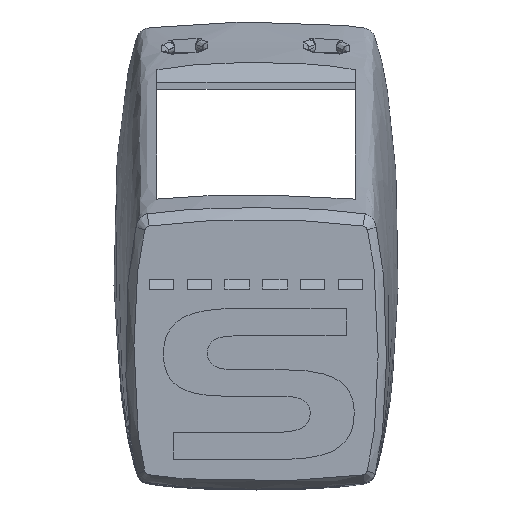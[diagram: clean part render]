
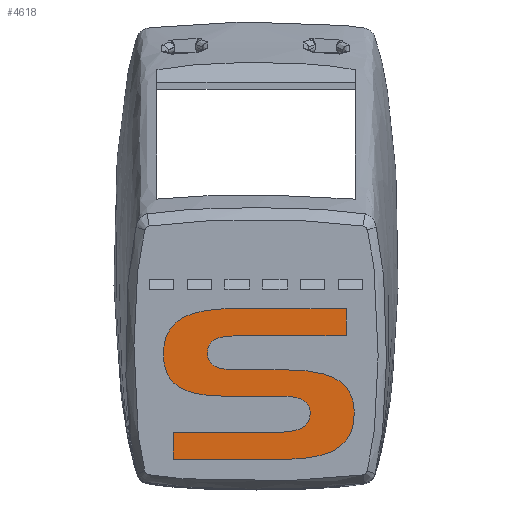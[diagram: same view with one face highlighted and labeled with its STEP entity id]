
A CAD part, top view. The second image highlights one B-rep face of the part: STEP entity #4618.
In plain terms, the highlighted planar face has unit normal (0, 0, 1).
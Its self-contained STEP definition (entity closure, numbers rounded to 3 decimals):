
#340=(
BOUNDED_CURVE()
B_SPLINE_CURVE(3,(#6158,#6159,#6160,#6161),.UNSPECIFIED.,.F.,.F.)
B_SPLINE_CURVE_WITH_KNOTS((4,4),(0.,1.),.UNSPECIFIED.)
CURVE()
GEOMETRIC_REPRESENTATION_ITEM()
RATIONAL_B_SPLINE_CURVE((1.,1.,1.,1.))
REPRESENTATION_ITEM('')
);
#342=(
BOUNDED_CURVE()
B_SPLINE_CURVE(3,(#6177,#6178,#6179,#6180),.UNSPECIFIED.,.F.,.F.)
B_SPLINE_CURVE_WITH_KNOTS((4,4),(0.,1.),.UNSPECIFIED.)
CURVE()
GEOMETRIC_REPRESENTATION_ITEM()
RATIONAL_B_SPLINE_CURVE((1.,1.,1.,1.))
REPRESENTATION_ITEM('')
);
#344=(
BOUNDED_CURVE()
B_SPLINE_CURVE(3,(#6202,#6203,#6204,#6205),.UNSPECIFIED.,.F.,.F.)
B_SPLINE_CURVE_WITH_KNOTS((4,4),(0.,1.),.UNSPECIFIED.)
CURVE()
GEOMETRIC_REPRESENTATION_ITEM()
RATIONAL_B_SPLINE_CURVE((1.,1.,1.,1.))
REPRESENTATION_ITEM('')
);
#346=(
BOUNDED_CURVE()
B_SPLINE_CURVE(3,(#6221,#6222,#6223,#6224),.UNSPECIFIED.,.F.,.F.)
B_SPLINE_CURVE_WITH_KNOTS((4,4),(0.,1.),.UNSPECIFIED.)
CURVE()
GEOMETRIC_REPRESENTATION_ITEM()
RATIONAL_B_SPLINE_CURVE((1.,1.,1.,1.))
REPRESENTATION_ITEM('')
);
#348=(
BOUNDED_CURVE()
B_SPLINE_CURVE(3,(#6258,#6259,#6260,#6261),.UNSPECIFIED.,.F.,.F.)
B_SPLINE_CURVE_WITH_KNOTS((4,4),(0.,1.),.UNSPECIFIED.)
CURVE()
GEOMETRIC_REPRESENTATION_ITEM()
RATIONAL_B_SPLINE_CURVE((1.,1.,1.,1.))
REPRESENTATION_ITEM('')
);
#350=(
BOUNDED_CURVE()
B_SPLINE_CURVE(3,(#6277,#6278,#6279,#6280),.UNSPECIFIED.,.F.,.F.)
B_SPLINE_CURVE_WITH_KNOTS((4,4),(0.,1.),.UNSPECIFIED.)
CURVE()
GEOMETRIC_REPRESENTATION_ITEM()
RATIONAL_B_SPLINE_CURVE((1.,1.,1.,1.))
REPRESENTATION_ITEM('')
);
#352=(
BOUNDED_CURVE()
B_SPLINE_CURVE(3,(#6302,#6303,#6304,#6305),.UNSPECIFIED.,.F.,.F.)
B_SPLINE_CURVE_WITH_KNOTS((4,4),(0.,1.),.UNSPECIFIED.)
CURVE()
GEOMETRIC_REPRESENTATION_ITEM()
RATIONAL_B_SPLINE_CURVE((1.,1.,1.,1.))
REPRESENTATION_ITEM('')
);
#354=(
BOUNDED_CURVE()
B_SPLINE_CURVE(3,(#6321,#6322,#6323,#6324),.UNSPECIFIED.,.F.,.F.)
B_SPLINE_CURVE_WITH_KNOTS((4,4),(0.,1.),.UNSPECIFIED.)
CURVE()
GEOMETRIC_REPRESENTATION_ITEM()
RATIONAL_B_SPLINE_CURVE((1.,1.,1.,1.))
REPRESENTATION_ITEM('')
);
#404=FACE_OUTER_BOUND('',#646,.T.);
#646=EDGE_LOOP('',(#3074,#3075,#3076,#3077,#3078,#3079,#3080,#3081,#3082,
#3083,#3084,#3085,#3086,#3087,#3088,#3089));
#894=LINE('',#6143,#1356);
#900=LINE('',#6189,#1362);
#905=LINE('',#6233,#1367);
#908=LINE('',#6239,#1370);
#911=LINE('',#6245,#1373);
#916=LINE('',#6289,#1378);
#921=LINE('',#6333,#1383);
#924=LINE('',#6338,#1386);
#1356=VECTOR('',#5144,10.);
#1362=VECTOR('',#5152,10.);
#1367=VECTOR('',#5159,10.);
#1370=VECTOR('',#5164,10.);
#1373=VECTOR('',#5169,10.);
#1378=VECTOR('',#5176,10.);
#1383=VECTOR('',#5183,10.);
#1386=VECTOR('',#5188,10.);
#1818=VERTEX_POINT('',#6141);
#1819=VERTEX_POINT('',#6142);
#1822=VERTEX_POINT('',#6157);
#1824=VERTEX_POINT('',#6176);
#1826=VERTEX_POINT('',#6188);
#1828=VERTEX_POINT('',#6201);
#1830=VERTEX_POINT('',#6220);
#1832=VERTEX_POINT('',#6232);
#1834=VERTEX_POINT('',#6238);
#1836=VERTEX_POINT('',#6244);
#1838=VERTEX_POINT('',#6257);
#1840=VERTEX_POINT('',#6276);
#1842=VERTEX_POINT('',#6288);
#1844=VERTEX_POINT('',#6301);
#1846=VERTEX_POINT('',#6320);
#1848=VERTEX_POINT('',#6332);
#2293=EDGE_CURVE('',#1818,#1819,#894,.T.);
#2297=EDGE_CURVE('',#1822,#1818,#340,.T.);
#2300=EDGE_CURVE('',#1824,#1822,#342,.T.);
#2303=EDGE_CURVE('',#1826,#1824,#900,.T.);
#2306=EDGE_CURVE('',#1828,#1826,#344,.T.);
#2309=EDGE_CURVE('',#1830,#1828,#346,.T.);
#2312=EDGE_CURVE('',#1832,#1830,#905,.T.);
#2315=EDGE_CURVE('',#1834,#1832,#908,.T.);
#2318=EDGE_CURVE('',#1836,#1834,#911,.T.);
#2321=EDGE_CURVE('',#1838,#1836,#348,.T.);
#2324=EDGE_CURVE('',#1840,#1838,#350,.T.);
#2327=EDGE_CURVE('',#1842,#1840,#916,.T.);
#2330=EDGE_CURVE('',#1844,#1842,#352,.T.);
#2333=EDGE_CURVE('',#1846,#1844,#354,.T.);
#2336=EDGE_CURVE('',#1848,#1846,#921,.T.);
#2339=EDGE_CURVE('',#1819,#1848,#924,.T.);
#3074=ORIENTED_EDGE('',*,*,#2339,.F.);
#3075=ORIENTED_EDGE('',*,*,#2293,.F.);
#3076=ORIENTED_EDGE('',*,*,#2297,.F.);
#3077=ORIENTED_EDGE('',*,*,#2300,.F.);
#3078=ORIENTED_EDGE('',*,*,#2303,.F.);
#3079=ORIENTED_EDGE('',*,*,#2306,.F.);
#3080=ORIENTED_EDGE('',*,*,#2309,.F.);
#3081=ORIENTED_EDGE('',*,*,#2312,.F.);
#3082=ORIENTED_EDGE('',*,*,#2315,.F.);
#3083=ORIENTED_EDGE('',*,*,#2318,.F.);
#3084=ORIENTED_EDGE('',*,*,#2321,.F.);
#3085=ORIENTED_EDGE('',*,*,#2324,.F.);
#3086=ORIENTED_EDGE('',*,*,#2327,.F.);
#3087=ORIENTED_EDGE('',*,*,#2330,.F.);
#3088=ORIENTED_EDGE('',*,*,#2333,.F.);
#3089=ORIENTED_EDGE('',*,*,#2336,.F.);
#4452=PLANE('',#4879);
#4618=ADVANCED_FACE('',(#404),#4452,.T.);
#4879=AXIS2_PLACEMENT_3D('',#6340,#5190,#5191);
#5144=DIRECTION('',(-1.,0.,0.));
#5152=DIRECTION('',(1.,0.,0.));
#5159=DIRECTION('',(-1.,0.,0.));
#5164=DIRECTION('',(0.,-1.,0.));
#5169=DIRECTION('',(1.,0.,0.));
#5176=DIRECTION('',(-1.,0.,0.));
#5183=DIRECTION('',(1.,0.,0.));
#5188=DIRECTION('',(0.,1.,0.));
#5190=DIRECTION('center_axis',(0.,0.,
1.));
#5191=DIRECTION('ref_axis',(-1.,0.,0.));
#6141=CARTESIAN_POINT('',(3.399,-6.477,56.5));
#6142=CARTESIAN_POINT('',(-10.14,-6.477,56.5));
#6143=CARTESIAN_POINT('',(3.399,-6.477,56.5));
#6157=CARTESIAN_POINT('',(12.033,-0.819,56.5));
#6158=CARTESIAN_POINT('Ctrl Pts',(12.033,-0.819,56.5));
#6159=CARTESIAN_POINT('Ctrl Pts',(12.033,-4.842,56.5));
#6160=CARTESIAN_POINT('Ctrl Pts',(9.253,-6.477,56.5));
#6161=CARTESIAN_POINT('Ctrl Pts',(3.399,-6.477,56.5));
#6176=CARTESIAN_POINT('',(3.824,4.479,56.5));
#6177=CARTESIAN_POINT('Ctrl Pts',(3.824,4.479,56.5));
#6178=CARTESIAN_POINT('Ctrl Pts',(9.449,4.479,56.5));
#6179=CARTESIAN_POINT('Ctrl Pts',(12.033,2.876,56.5));
#6180=CARTESIAN_POINT('Ctrl Pts',(12.033,-0.819,56.5));
#6188=CARTESIAN_POINT('',(-2.291,4.479,56.5));
#6189=CARTESIAN_POINT('',(-2.291,4.479,56.5));
#6201=CARTESIAN_POINT('',(-5.954,6.604,56.5));
#6202=CARTESIAN_POINT('Ctrl Pts',(-5.954,6.604,56.5));
#6203=CARTESIAN_POINT('Ctrl Pts',(-5.954,4.969,56.5));
#6204=CARTESIAN_POINT('Ctrl Pts',(-4.776,4.479,56.5));
#6205=CARTESIAN_POINT('Ctrl Pts',(-2.291,4.479,56.5));
#6220=CARTESIAN_POINT('',(-1.931,8.697,56.5));
#6221=CARTESIAN_POINT('Ctrl Pts',(-1.931,8.697,56.5));
#6222=CARTESIAN_POINT('Ctrl Pts',(-4.678,8.697,56.5));
#6223=CARTESIAN_POINT('Ctrl Pts',(-5.954,8.207,56.5));
#6224=CARTESIAN_POINT('Ctrl Pts',(-5.954,6.604,56.5));
#6232=CARTESIAN_POINT('',(11.052,8.697,56.5));
#6233=CARTESIAN_POINT('',(11.052,8.697,56.5));
#6238=CARTESIAN_POINT('',(11.052,12.,56.5));
#6239=CARTESIAN_POINT('',(11.052,12.,56.5));
#6244=CARTESIAN_POINT('',(-2.749,12.,56.5));
#6245=CARTESIAN_POINT('',(-2.749,12.,56.5));
#6257=CARTESIAN_POINT('',(-11.35,6.473,56.5));
#6258=CARTESIAN_POINT('Ctrl Pts',(-11.35,6.473,56.5));
#6259=CARTESIAN_POINT('Ctrl Pts',(-11.35,10.365,56.5));
#6260=CARTESIAN_POINT('Ctrl Pts',(-8.57,12.,56.5));
#6261=CARTESIAN_POINT('Ctrl Pts',(-2.749,12.,56.5));
#6276=CARTESIAN_POINT('',(-3.501,1.241,56.5));
#6277=CARTESIAN_POINT('Ctrl Pts',(-3.501,1.241,56.5));
#6278=CARTESIAN_POINT('Ctrl Pts',(-8.995,1.241,56.5));
#6279=CARTESIAN_POINT('Ctrl Pts',(-11.35,2.615,56.5));
#6280=CARTESIAN_POINT('Ctrl Pts',(-11.35,6.473,56.5));
#6288=CARTESIAN_POINT('',(3.367,1.241,56.5));
#6289=CARTESIAN_POINT('',(3.367,1.241,56.5));
#6301=CARTESIAN_POINT('',(6.637,-0.754,56.5));
#6302=CARTESIAN_POINT('Ctrl Pts',(6.637,-0.754,56.5));
#6303=CARTESIAN_POINT('Ctrl Pts',(6.637,0.587,56.5));
#6304=CARTESIAN_POINT('Ctrl Pts',(5.525,1.241,56.5));
#6305=CARTESIAN_POINT('Ctrl Pts',(3.367,1.241,56.5));
#6320=CARTESIAN_POINT('',(2.647,-3.174,56.5));
#6321=CARTESIAN_POINT('Ctrl Pts',(2.647,-3.174,56.5));
#6322=CARTESIAN_POINT('Ctrl Pts',(5.361,-3.174,56.5));
#6323=CARTESIAN_POINT('Ctrl Pts',(6.637,-2.454,56.5));
#6324=CARTESIAN_POINT('Ctrl Pts',(6.637,-0.754,56.5));
#6332=CARTESIAN_POINT('',(-10.14,-3.174,56.5));
#6333=CARTESIAN_POINT('',(-10.14,-3.174,56.5));
#6338=CARTESIAN_POINT('',(-10.14,-6.477,56.5));
#6340=CARTESIAN_POINT('Origin',(0.342,2.762,56.5));
